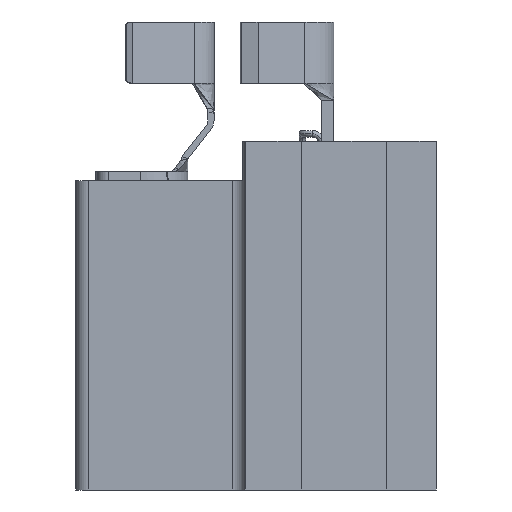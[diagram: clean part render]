
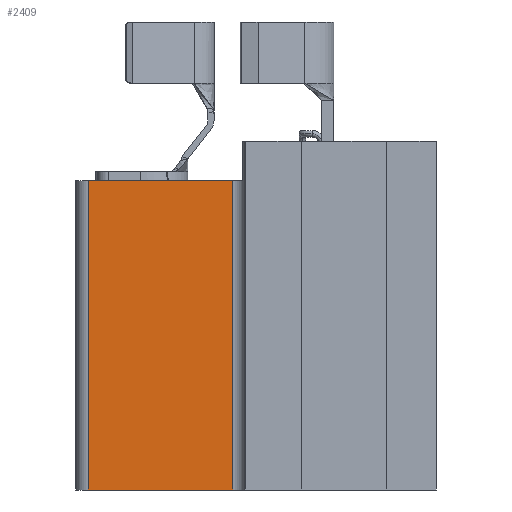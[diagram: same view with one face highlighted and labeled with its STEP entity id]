
A CAD part, left-side view. The second image highlights one B-rep face of the part: STEP entity #2409.
In plain terms, the highlighted planar face has unit normal (-1, 0.023, 0).
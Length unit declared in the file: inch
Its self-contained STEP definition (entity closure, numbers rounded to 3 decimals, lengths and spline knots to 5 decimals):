
#1531 = LINE ( 'NONE', #9665, #13558 ) ;
#1875 = CARTESIAN_POINT ( 'NONE',  ( -0.14668, 0.38444, 0. ) ) ;
#2409 = ADVANCED_FACE ( 'NONE', ( #12186 ), #13671, .F. ) ;
#2512 = EDGE_CURVE ( 'NONE', #16975, #7560, #14453, .T. ) ;
#2513 = CARTESIAN_POINT ( 'NONE',  ( -0.146, 0.41375, 0. ) ) ;
#3049 = EDGE_CURVE ( 'NONE', #15157, #7560, #8191, .T. ) ;
#3550 = VECTOR ( 'NONE', #18662, 39.37008 ) ;
#6821 = ORIENTED_EDGE ( 'NONE', *, *, #10906, .T. ) ;
#7025 = CARTESIAN_POINT ( 'NONE',  ( -0.15432, 0.05356, 0. ) ) ;
#7560 = VERTEX_POINT ( 'NONE', #10816 ) ;
#8092 = DIRECTION ( 'NONE',  ( 0., 0., -1. ) ) ;
#8191 = LINE ( 'NONE', #18685, #3550 ) ;
#9553 = LINE ( 'NONE', #2513, #18611 ) ;
#9665 = CARTESIAN_POINT ( 'NONE',  ( -0.14668, 0.38444, 0.8 ) ) ;
#9673 = ORIENTED_EDGE ( 'NONE', *, *, #2512, .T. ) ;
#10247 = VECTOR ( 'NONE', #10824, 39.37008 ) ;
#10816 = CARTESIAN_POINT ( 'NONE',  ( -0.15432, 0.05356, 0.71 ) ) ;
#10824 = DIRECTION ( 'NONE',  ( 0., 0., 1. ) ) ;
#10906 = EDGE_CURVE ( 'NONE', #15157, #10910, #1531, .T. ) ;
#10910 = VERTEX_POINT ( 'NONE', #1875 ) ;
#11591 = CARTESIAN_POINT ( 'NONE',  ( -0.15432, 0.05356, 0.8 ) ) ;
#11683 = CARTESIAN_POINT ( 'NONE',  ( -0.14668, 0.38444, 0.71 ) ) ;
#11856 = DIRECTION ( 'NONE',  ( -0.023, -1., 0. ) ) ;
#11882 = ORIENTED_EDGE ( 'NONE', *, *, #18298, .T. ) ;
#12186 = FACE_OUTER_BOUND ( 'NONE', #17862, .T. ) ;
#13351 = DIRECTION ( 'NONE',  ( 0.023, 1., 0. ) ) ;
#13543 = DIRECTION ( 'NONE',  ( 1., -0.023, 0. ) ) ;
#13558 = VECTOR ( 'NONE', #8092, 39.37008 ) ;
#13624 = CARTESIAN_POINT ( 'NONE',  ( -0.146, 0.41375, 0.8 ) ) ;
#13671 = PLANE ( 'NONE',  #19825 ) ;
#14453 = LINE ( 'NONE', #11591, #10247 ) ;
#15157 = VERTEX_POINT ( 'NONE', #11683 ) ;
#16975 = VERTEX_POINT ( 'NONE', #7025 ) ;
#17710 = ORIENTED_EDGE ( 'NONE', *, *, #3049, .F. ) ;
#17862 = EDGE_LOOP ( 'NONE', ( #11882, #9673, #17710, #6821 ) ) ;
#18298 = EDGE_CURVE ( 'NONE', #10910, #16975, #9553, .T. ) ;
#18611 = VECTOR ( 'NONE', #11856, 39.37008 ) ;
#18662 = DIRECTION ( 'NONE',  ( -0.023, -1., 0. ) ) ;
#18685 = CARTESIAN_POINT ( 'NONE',  ( -0.146, 0.41375, 0.71 ) ) ;
#19825 = AXIS2_PLACEMENT_3D ( 'NONE', #13624, #13543, #13351 ) ;
